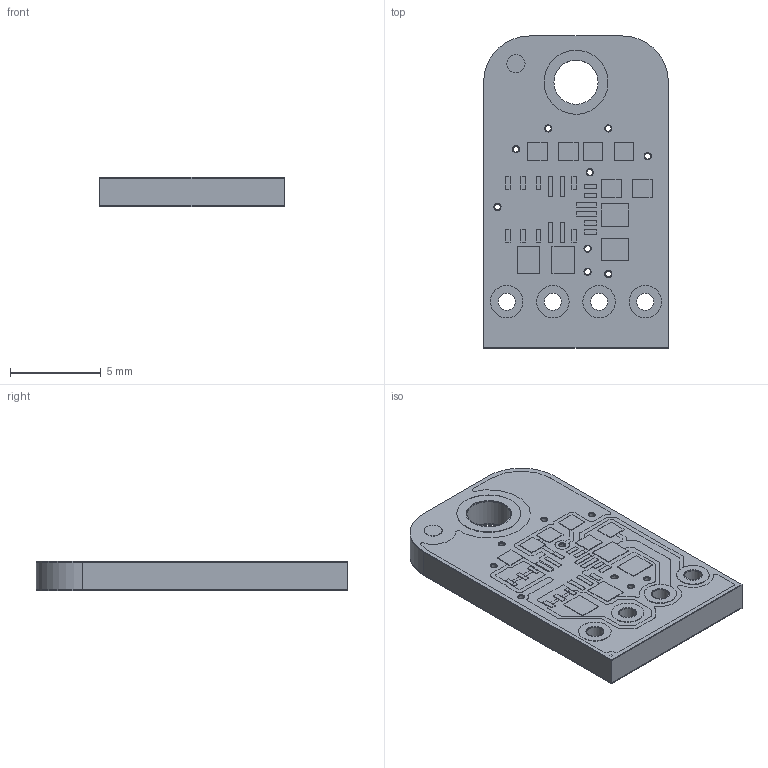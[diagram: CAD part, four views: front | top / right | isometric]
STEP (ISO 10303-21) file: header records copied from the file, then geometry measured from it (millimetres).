
FILE_DESCRIPTION(/* description */ (''),/* implementation_level */ '2;1');
FILE_NAME(/* name */ 'Adafruit MPM3610 v1.step',/* time_stamp */ '2023-06-15T13:17:23+10:00',/* author */ (''),/* organization */ (''),/* preprocessor_version */ 'ST-DEVELOPER v19.2',/* originating_system */ 'Autodesk Translation Framework v12.6.0.85',/* authorisation */ '');
FILE_SCHEMA (('AUTOMOTIVE_DESIGN { 1 0 10303 214 3 1 1 }'));
Length unit declared in the file: millimetre
Products named in the file (6): Adafruit MPM3610; Board; 1-copper; 16-copper; 1-soldermask; 16-soldermask
Assembly tree (5 placements, depth 2):
  Adafruit MPM3610
    Board
    1-copper
    16-copper
    1-soldermask
    16-soldermask
Bounding box: 10.16 x 17.14 x 1.64 mm (x, y, z)
Volume: 272 mm3; surface area: 1790.3 mm2
Topology: 79 solids, 79 shells, 1196 faces, 3114 edges, 2076 vertices
Faces by surface type: plane 1020, cylinder 176
Full cylindrical faces by diameter (mm): 0.324 x27, 0.394 x36, 0.93 x20, 1 x16, 2.43 x5, 2.5 x4
Entity records: 36694 total; most frequent: CARTESIAN_POINT 6397, ORIENTED_EDGE 6228, DIRECTION 5880, EDGE_CURVE 3114, LINE 2762, VECTOR 2762, VERTEX_POINT 2076, AXIS2_PLACEMENT_3D 1559
